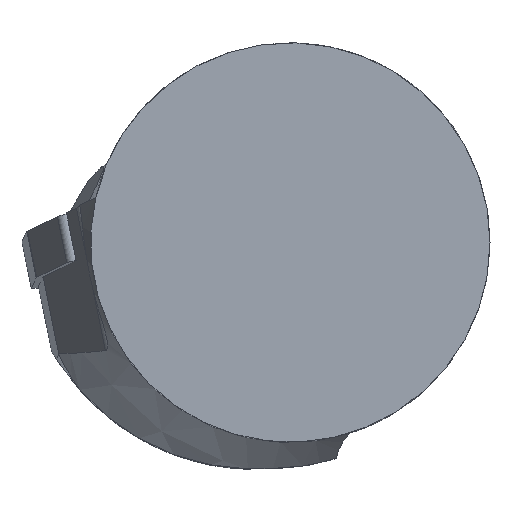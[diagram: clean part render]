
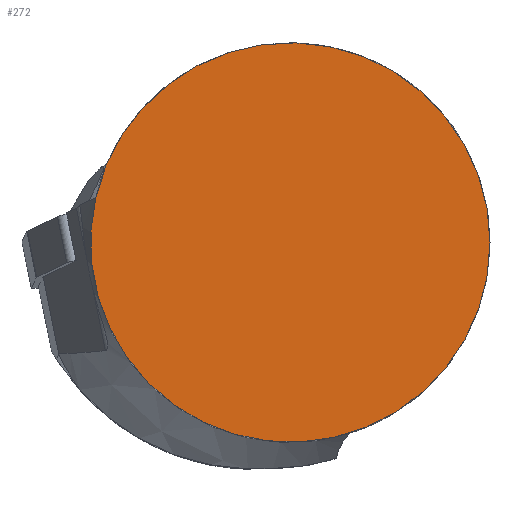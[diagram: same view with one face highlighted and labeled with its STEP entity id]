
A CAD part, top view. The second image highlights one B-rep face of the part: STEP entity #272.
In plain terms, the highlighted planar face has unit normal (0, 0, 1).
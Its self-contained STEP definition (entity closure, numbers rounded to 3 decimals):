
#272=ADVANCED_FACE('',(#402),#344,.T.);
#344=PLANE('',#1857);
#402=FACE_OUTER_BOUND('',#487,.T.);
#487=EDGE_LOOP('',(#999));
#561=CIRCLE('',#1808,20.);
#999=ORIENTED_EDGE('',*,*,#1494,.T.);
#1329=VERTEX_POINT('',#2545);
#1494=EDGE_CURVE('',#1329,#1329,#561,.T.);
#1808=AXIS2_PLACEMENT_3D('',#2544,#2023,#2024);
#1857=AXIS2_PLACEMENT_3D('',#2780,#2145,#2146);
#2023=DIRECTION('',(0.,0.,1.));
#2024=DIRECTION('',(1.,0.,0.));
#2145=DIRECTION('',(0.,0.,1.));
#2146=DIRECTION('',(1.,0.,0.));
#2544=CARTESIAN_POINT('',(0.,0.,0.));
#2545=CARTESIAN_POINT('',(20.,0.,0.));
#2780=CARTESIAN_POINT('',(0.,0.,0.));
